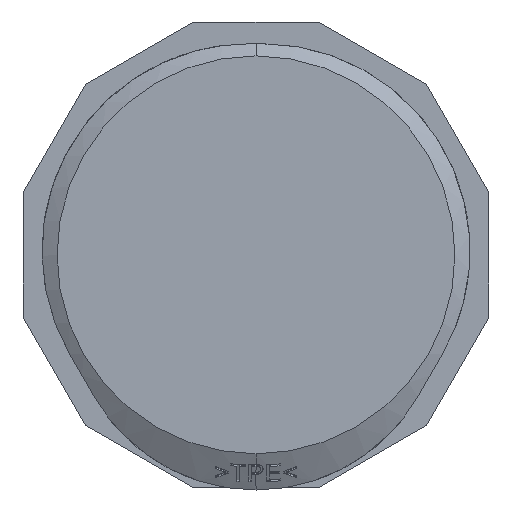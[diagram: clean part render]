
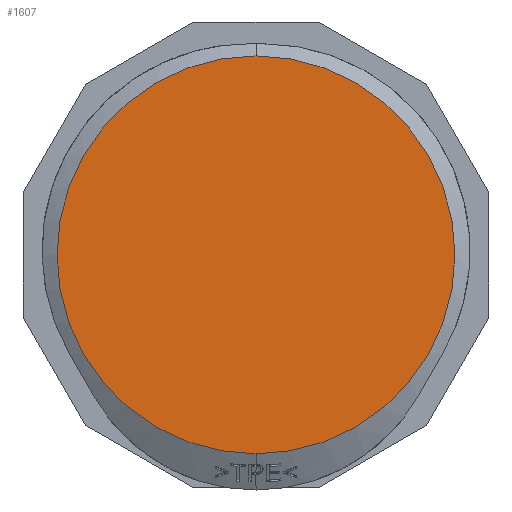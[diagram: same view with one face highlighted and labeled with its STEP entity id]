
A CAD part, front view. The second image highlights one B-rep face of the part: STEP entity #1607.
In plain terms, the highlighted planar face has unit normal (0, -1, 0).
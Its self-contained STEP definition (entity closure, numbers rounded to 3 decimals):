
#540=CIRCLE('',#11752,24.75);
#541=CIRCLE('',#11754,24.75);
#1607=ADVANCED_FACE('28829_6_KES-E-R50_9-A',(#2578),#1979,.F.);
#1979=PLANE('',#11756);
#2578=FACE_OUTER_BOUND('',#3235,.T.);
#3235=EDGE_LOOP('',(#6395,#6396));
#6395=ORIENTED_EDGE('',*,*,#9017,.F.);
#6396=ORIENTED_EDGE('',*,*,#9013,.F.);
#7431=VERTEX_POINT('',#25449);
#7432=VERTEX_POINT('',#25451);
#9013=EDGE_CURVE('GENERATED CIRCLE',#7431,#7432,#540,.T.);
#9017=EDGE_CURVE('GENERATED CIRCLE',#7432,#7431,#541,.T.);
#11752=AXIS2_PLACEMENT_3D('',#25450,#14299,#14300);
#11754=AXIS2_PLACEMENT_3D('',#25473,#14305,#14306);
#11756=AXIS2_PLACEMENT_3D('',#25475,#14309,#14310);
#14299=DIRECTION('',(0.,1.,0.));
#14300=DIRECTION('',(1.,0.,0.));
#14305=DIRECTION('',(0.,1.,0.));
#14306=DIRECTION('',(1.,0.,0.));
#14309=DIRECTION('',(0.,1.,0.));
#14310=DIRECTION('',(0.,0.,-1.));
#25449=CARTESIAN_POINT('',(0.,0.,-24.75));
#25450=CARTESIAN_POINT('',(0.,0.,0.));
#25451=CARTESIAN_POINT('',(0.,0.,24.75));
#25473=CARTESIAN_POINT('',(0.,0.,0.));
#25475=CARTESIAN_POINT('',(0.,0.,0.));
